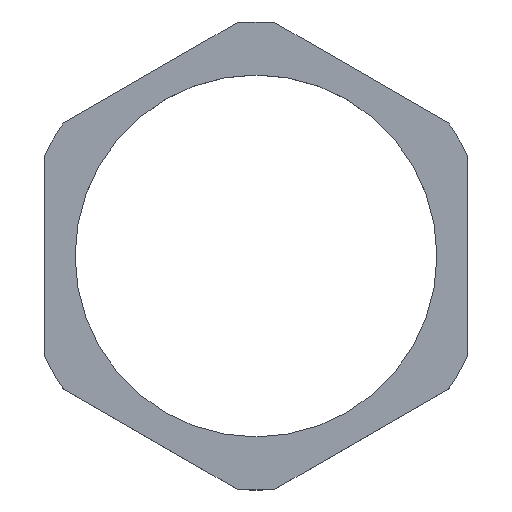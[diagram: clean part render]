
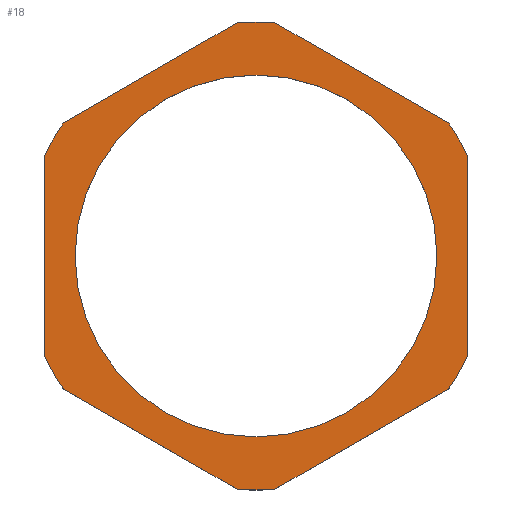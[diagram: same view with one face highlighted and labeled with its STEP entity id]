
A CAD part, top view. The second image highlights one B-rep face of the part: STEP entity #18.
In plain terms, the highlighted planar face has unit normal (0, 0, 1).
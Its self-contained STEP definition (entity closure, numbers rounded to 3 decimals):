
#3 = VECTOR ( 'NONE', #255, 1000. ) ;
#5 = CARTESIAN_POINT ( 'NONE',  ( 0., 0., 4.5 ) ) ;
#9 = VERTEX_POINT ( 'NONE', #518 ) ;
#11 = ORIENTED_EDGE ( 'NONE', *, *, #458, .T. ) ;
#12 = AXIS2_PLACEMENT_3D ( 'NONE', #53, #354, #217 ) ;
#18 = ADVANCED_FACE ( 'NONE', ( #352, #120 ), #515, .T. ) ;
#29 = EDGE_LOOP ( 'NONE', ( #157, #476 ) ) ;
#30 = VECTOR ( 'NONE', #495, 1000. ) ;
#31 = EDGE_CURVE ( 'NONE', #248, #345, #34, .T. ) ;
#34 = CIRCLE ( 'NONE', #494, 19.25 ) ;
#45 = CARTESIAN_POINT ( 'NONE',  ( 0., 0., 4.5 ) ) ;
#48 = EDGE_CURVE ( 'NONE', #73, #181, #177, .T. ) ;
#53 = CARTESIAN_POINT ( 'NONE',  ( 0., 0., 4.5 ) ) ;
#58 = VECTOR ( 'NONE', #525, 1000. ) ;
#60 = DIRECTION ( 'NONE',  ( 0., 0., 1. ) ) ;
#61 = CARTESIAN_POINT ( 'NONE',  ( 20.487, 14.153, 4.5 ) ) ;
#62 = CARTESIAN_POINT ( 'NONE',  ( 20.487, 14.153, 4.5 ) ) ;
#73 = VERTEX_POINT ( 'NONE', #61 ) ;
#75 = CARTESIAN_POINT ( 'NONE',  ( 20.487, -14.153, 4.5 ) ) ;
#80 = EDGE_CURVE ( 'NONE', #294, #382, #261, .T. ) ;
#90 = ORIENTED_EDGE ( 'NONE', *, *, #48, .T. ) ;
#91 = CIRCLE ( 'NONE', #350, 24.9 ) ;
#95 = CARTESIAN_POINT ( 'NONE',  ( -20.487, -14.153, 4.5 ) ) ;
#103 = EDGE_CURVE ( 'NONE', #353, #9, #498, .T. ) ;
#112 = AXIS2_PLACEMENT_3D ( 'NONE', #436, #474, #519 ) ;
#113 = EDGE_CURVE ( 'NONE', #9, #295, #427, .T. ) ;
#114 = ORIENTED_EDGE ( 'NONE', *, *, #545, .T. ) ;
#120 = FACE_OUTER_BOUND ( 'NONE', #417, .T. ) ;
#126 = VECTOR ( 'NONE', #453, 1000. ) ;
#130 = CIRCLE ( 'NONE', #450, 24.9 ) ;
#133 = DIRECTION ( 'NONE',  ( 1., 0., 0. ) ) ;
#140 = VERTEX_POINT ( 'NONE', #537 ) ;
#141 = DIRECTION ( 'NONE',  ( 0., 0., 1. ) ) ;
#151 = CARTESIAN_POINT ( 'NONE',  ( -2.013, 24.818, 4.5 ) ) ;
#157 = ORIENTED_EDGE ( 'NONE', *, *, #31, .F. ) ;
#166 = EDGE_CURVE ( 'NONE', #479, #140, #387, .T. ) ;
#174 = DIRECTION ( 'NONE',  ( 1., 0., 0. ) ) ;
#177 = LINE ( 'NONE', #62, #247 ) ;
#181 = VERTEX_POINT ( 'NONE', #451 ) ;
#184 = DIRECTION ( 'NONE',  ( -0.866, 0.5, 0. ) ) ;
#203 = CARTESIAN_POINT ( 'NONE',  ( 0., 0., 4.5 ) ) ;
#211 = DIRECTION ( 'NONE',  ( 0., 0., 1. ) ) ;
#213 = DIRECTION ( 'NONE',  ( 1., 0., 0. ) ) ;
#217 = DIRECTION ( 'NONE',  ( 1., 0., 0. ) ) ;
#219 = AXIS2_PLACEMENT_3D ( 'NONE', #351, #60, #355 ) ;
#224 = ORIENTED_EDGE ( 'NONE', *, *, #264, .T. ) ;
#235 = CARTESIAN_POINT ( 'NONE',  ( 2.013, -24.818, 4.5 ) ) ;
#240 = DIRECTION ( 'NONE',  ( 0., 0., 1. ) ) ;
#243 = DIRECTION ( 'NONE',  ( 0., 0., 1. ) ) ;
#247 = VECTOR ( 'NONE', #184, 1000. ) ;
#248 = VERTEX_POINT ( 'NONE', #489 ) ;
#253 = VERTEX_POINT ( 'NONE', #151 ) ;
#255 = DIRECTION ( 'NONE',  ( 0.866, -0.5, 0. ) ) ;
#261 = LINE ( 'NONE', #360, #58 ) ;
#264 = EDGE_CURVE ( 'NONE', #253, #364, #276, .T. ) ;
#273 = DIRECTION ( 'NONE',  ( -0.866, -0.5, 0. ) ) ;
#274 = ORIENTED_EDGE ( 'NONE', *, *, #166, .T. ) ;
#275 = CARTESIAN_POINT ( 'NONE',  ( -22.5, 10.666, 4.5 ) ) ;
#276 = LINE ( 'NONE', #413, #507 ) ;
#279 = DIRECTION ( 'NONE',  ( 1., 0., 0. ) ) ;
#280 = CARTESIAN_POINT ( 'NONE',  ( -19.25, 0., 4.5 ) ) ;
#287 = DIRECTION ( 'NONE',  ( 1., 0., 0. ) ) ;
#288 = ORIENTED_EDGE ( 'NONE', *, *, #80, .T. ) ;
#294 = VERTEX_POINT ( 'NONE', #275 ) ;
#295 = VERTEX_POINT ( 'NONE', #75 ) ;
#296 = EDGE_CURVE ( 'NONE', #140, #73, #91, .T. ) ;
#298 = CARTESIAN_POINT ( 'NONE',  ( -20.487, -14.153, 4.5 ) ) ;
#303 = CARTESIAN_POINT ( 'NONE',  ( 0., 0., 4.5 ) ) ;
#323 = CIRCLE ( 'NONE', #12, 19.25 ) ;
#328 = CARTESIAN_POINT ( 'NONE',  ( -2.013, -24.818, 4.5 ) ) ;
#334 = CARTESIAN_POINT ( 'NONE',  ( 22.5, -10.666, 4.5 ) ) ;
#343 = DIRECTION ( 'NONE',  ( 0., 0., 1. ) ) ;
#345 = VERTEX_POINT ( 'NONE', #280 ) ;
#349 = DIRECTION ( 'NONE',  ( 1., 0., 0. ) ) ;
#350 = AXIS2_PLACEMENT_3D ( 'NONE', #203, #240, #279 ) ;
#351 = CARTESIAN_POINT ( 'NONE',  ( 0., 0., 4.5 ) ) ;
#352 = FACE_BOUND ( 'NONE', #29, .T. ) ;
#353 = VERTEX_POINT ( 'NONE', #328 ) ;
#354 = DIRECTION ( 'NONE',  ( 0., 0., 1. ) ) ;
#355 = DIRECTION ( 'NONE',  ( 1., 0., 0. ) ) ;
#356 = ORIENTED_EDGE ( 'NONE', *, *, #496, .T. ) ;
#360 = CARTESIAN_POINT ( 'NONE',  ( -22.5, 10.666, 4.5 ) ) ;
#364 = VERTEX_POINT ( 'NONE', #377 ) ;
#377 = CARTESIAN_POINT ( 'NONE',  ( -20.487, 14.153, 4.5 ) ) ;
#382 = VERTEX_POINT ( 'NONE', #502 ) ;
#385 = DIRECTION ( 'NONE',  ( 0., 0., 1. ) ) ;
#387 = LINE ( 'NONE', #493, #126 ) ;
#392 = CIRCLE ( 'NONE', #551, 24.9 ) ;
#399 = ORIENTED_EDGE ( 'NONE', *, *, #513, .T. ) ;
#406 = CARTESIAN_POINT ( 'NONE',  ( 0., 0., 4.5 ) ) ;
#413 = CARTESIAN_POINT ( 'NONE',  ( -2.013, 24.818, 4.5 ) ) ;
#417 = EDGE_LOOP ( 'NONE', ( #399, #288, #11, #425, #520, #528, #356, #274, #488, #90, #114, #224 ) ) ;
#425 = ORIENTED_EDGE ( 'NONE', *, *, #552, .T. ) ;
#427 = LINE ( 'NONE', #235, #30 ) ;
#430 = AXIS2_PLACEMENT_3D ( 'NONE', #5, #343, #213 ) ;
#434 = CIRCLE ( 'NONE', #508, 24.9 ) ;
#436 = CARTESIAN_POINT ( 'NONE',  ( 0., 0., 4.5 ) ) ;
#440 = CIRCLE ( 'NONE', #112, 24.9 ) ;
#445 = VERTEX_POINT ( 'NONE', #95 ) ;
#450 = AXIS2_PLACEMENT_3D ( 'NONE', #45, #211, #174 ) ;
#451 = CARTESIAN_POINT ( 'NONE',  ( 2.013, 24.818, 4.5 ) ) ;
#453 = DIRECTION ( 'NONE',  ( 0., 1., 0. ) ) ;
#458 = EDGE_CURVE ( 'NONE', #382, #445, #392, .T. ) ;
#474 = DIRECTION ( 'NONE',  ( 0., 0., 1. ) ) ;
#476 = ORIENTED_EDGE ( 'NONE', *, *, #549, .F. ) ;
#479 = VERTEX_POINT ( 'NONE', #334 ) ;
#488 = ORIENTED_EDGE ( 'NONE', *, *, #296, .T. ) ;
#489 = CARTESIAN_POINT ( 'NONE',  ( 19.25, 0., 4.5 ) ) ;
#493 = CARTESIAN_POINT ( 'NONE',  ( 22.5, -10.666, 4.5 ) ) ;
#494 = AXIS2_PLACEMENT_3D ( 'NONE', #406, #141, #133 ) ;
#495 = DIRECTION ( 'NONE',  ( 0.866, 0.5, 0. ) ) ;
#496 = EDGE_CURVE ( 'NONE', #295, #479, #130, .T. ) ;
#498 = CIRCLE ( 'NONE', #219, 24.9 ) ;
#502 = CARTESIAN_POINT ( 'NONE',  ( -22.5, -10.666, 4.5 ) ) ;
#507 = VECTOR ( 'NONE', #273, 1000. ) ;
#508 = AXIS2_PLACEMENT_3D ( 'NONE', #303, #385, #287 ) ;
#513 = EDGE_CURVE ( 'NONE', #364, #294, #434, .T. ) ;
#515 = PLANE ( 'NONE',  #430 ) ;
#518 = CARTESIAN_POINT ( 'NONE',  ( 2.013, -24.818, 4.5 ) ) ;
#519 = DIRECTION ( 'NONE',  ( 1., 0., 0. ) ) ;
#520 = ORIENTED_EDGE ( 'NONE', *, *, #103, .T. ) ;
#525 = DIRECTION ( 'NONE',  ( 0., -1., 0. ) ) ;
#528 = ORIENTED_EDGE ( 'NONE', *, *, #113, .T. ) ;
#531 = LINE ( 'NONE', #298, #3 ) ;
#537 = CARTESIAN_POINT ( 'NONE',  ( 22.5, 10.666, 4.5 ) ) ;
#545 = EDGE_CURVE ( 'NONE', #181, #253, #440, .T. ) ;
#549 = EDGE_CURVE ( 'NONE', #345, #248, #323, .T. ) ;
#550 = CARTESIAN_POINT ( 'NONE',  ( 0., 0., 4.5 ) ) ;
#551 = AXIS2_PLACEMENT_3D ( 'NONE', #550, #243, #349 ) ;
#552 = EDGE_CURVE ( 'NONE', #445, #353, #531, .T. ) ;
